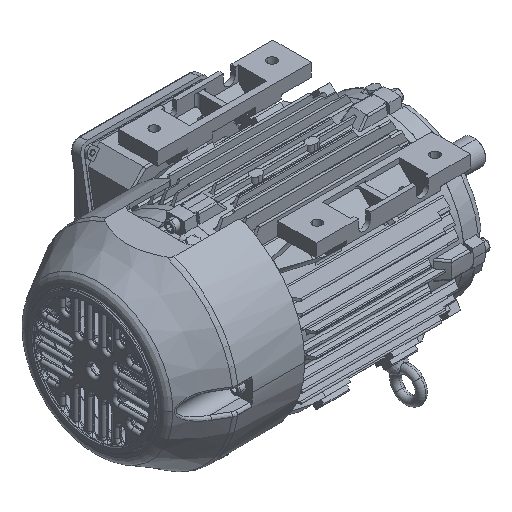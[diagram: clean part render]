
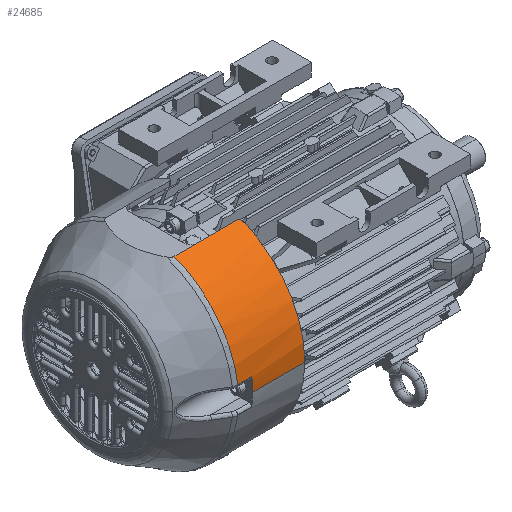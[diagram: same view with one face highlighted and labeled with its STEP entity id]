
A CAD part, isometric view. The second image highlights one B-rep face of the part: STEP entity #24685.
In plain terms, the highlighted cylindrical face has radius 115 mm (diameter 230 mm), a partial arc.
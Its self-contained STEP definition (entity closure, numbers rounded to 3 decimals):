
#24498 = ORIENTED_EDGE ( 'NONE', *, *, #24500, .T. ) ;
#24500 = EDGE_CURVE ( 'NONE', #74232, #24565, #57519, .T. ) ;
#24503 = ORIENTED_EDGE ( 'NONE', *, *, #24563, .T. ) ;
#24504 = ORIENTED_EDGE ( 'NONE', *, *, #24505, .F. ) ;
#24505 = EDGE_CURVE ( 'NONE', #24507, #24559, #57514, .T. ) ;
#24507 = VERTEX_POINT ( 'NONE', #57509 ) ;
#24508 = ORIENTED_EDGE ( 'NONE', *, *, #24510, .T. ) ;
#24510 = EDGE_CURVE ( 'NONE', #24507, #24512, #57507, .T. ) ;
#24512 = VERTEX_POINT ( 'NONE', #57508 ) ;
#24559 = VERTEX_POINT ( 'NONE', #57584 ) ;
#24563 = EDGE_CURVE ( 'NONE', #24565, #24559, #57583, .T. ) ;
#24565 = VERTEX_POINT ( 'NONE', #57579 ) ;
#24643 = ORIENTED_EDGE ( 'NONE', *, *, #24647, .F. ) ;
#24647 = EDGE_CURVE ( 'NONE', #24649, #24512, #57731, .T. ) ;
#24649 = VERTEX_POINT ( 'NONE', #57719 ) ;
#24651 = ORIENTED_EDGE ( 'NONE', *, *, #24654, .F. ) ;
#24654 = EDGE_CURVE ( 'NONE', #24657, #24649, #57718, .T. ) ;
#24657 = VERTEX_POINT ( 'NONE', #57714 ) ;
#24659 = ORIENTED_EDGE ( 'NONE', *, *, #24661, .T. ) ;
#24661 = EDGE_CURVE ( 'NONE', #24657, #74174, #57712, .T. ) ;
#24665 = ORIENTED_EDGE ( 'NONE', *, *, #74234, .T. ) ;
#24685 = ADVANCED_FACE ( 'NONE', ( #57753 ), #57752, .T. ) ;
#24686 = EDGE_LOOP ( 'NONE', ( #24498, #24503, #24504, #24508, #24643, #24651, #24659, #24665 ) ) ;
#40491 = CARTESIAN_POINT ( 'NONE',  ( 77.359, -15.402, 113.964 ) ) ;
#41110 = DIRECTION ( 'NONE',  ( -1., 0., 0. ) ) ;
#41111 = VECTOR ( 'NONE', #41110, 1000. ) ;
#41113 = CARTESIAN_POINT ( 'NONE',  ( 0., -15.402, 113.964 ) ) ;
#41115 = LINE ( 'NONE', #41113, #41111 ) ;
#41126 = CARTESIAN_POINT ( 'NONE',  ( 61., -15.402, 113.964 ) ) ;
#57505 = CARTESIAN_POINT ( 'NONE',  ( 0., -106.555, 43.256 ) ) ;
#57506 = CARTESIAN_POINT ( 'NONE',  ( 0., -106.452, 43.509 ) ) ;
#57507 = B_SPLINE_CURVE_WITH_KNOTS ( 'NONE', 3,
 ( #57506, #57505, #57565, #57564, #57563, #57562, #57561, #57560, #57559, #57558, #57557, #57556, #57555, #57554, #57553, #57552, #57551, #57550 ),
 .UNSPECIFIED., .F., .F.,
 ( 4, 2, 2, 2, 2, 2, 2, 2, 4 ),
 ( 0., 0.001, 0.002, 0.002, 0.003, 0.004, 0.005, 0.006, 0.006 ),
 .UNSPECIFIED. ) ;
#57508 = CARTESIAN_POINT ( 'NONE',  ( 4., -108., 39.509 ) ) ;
#57509 = CARTESIAN_POINT ( 'NONE',  ( 0., -106.452, 43.509 ) ) ;
#57510 = DIRECTION ( 'NONE',  ( 0., 0., 1. ) ) ;
#57511 = DIRECTION ( 'NONE',  ( -1., 0., 0. ) ) ;
#57512 = CARTESIAN_POINT ( 'NONE',  ( 0., 0., 0. ) ) ;
#57513 = AXIS2_PLACEMENT_3D ( 'NONE', #57512, #57511, #57510 ) ;
#57514 = CIRCLE ( 'NONE', #57513, 115. ) ;
#57515 = DIRECTION ( 'NONE',  ( 0., 0., 1. ) ) ;
#57516 = DIRECTION ( 'NONE',  ( -1., 0., 0. ) ) ;
#57517 = CARTESIAN_POINT ( 'NONE',  ( 61., 0., 0. ) ) ;
#57518 = AXIS2_PLACEMENT_3D ( 'NONE', #57517, #57516, #57515 ) ;
#57519 = CIRCLE ( 'NONE', #57518, 115. ) ;
#57550 = CARTESIAN_POINT ( 'NONE',  ( 4., -108., 39.509 ) ) ;
#57551 = CARTESIAN_POINT ( 'NONE',  ( 3.726, -108., 39.509 ) ) ;
#57552 = CARTESIAN_POINT ( 'NONE',  ( 3.451, -107.99, 39.538 ) ) ;
#57553 = CARTESIAN_POINT ( 'NONE',  ( 2.92, -107.949, 39.649 ) ) ;
#57554 = CARTESIAN_POINT ( 'NONE',  ( 2.664, -107.919, 39.73 ) ) ;
#57555 = CARTESIAN_POINT ( 'NONE',  ( 2.171, -107.841, 39.942 ) ) ;
#57556 = CARTESIAN_POINT ( 'NONE',  ( 1.933, -107.792, 40.074 ) ) ;
#57557 = CARTESIAN_POINT ( 'NONE',  ( 1.499, -107.679, 40.376 ) ) ;
#57558 = CARTESIAN_POINT ( 'NONE',  ( 1.3, -107.615, 40.547 ) ) ;
#57559 = CARTESIAN_POINT ( 'NONE',  ( 0.936, -107.472, 40.925 ) ) ;
#57560 = CARTESIAN_POINT ( 'NONE',  ( 0.773, -107.393, 41.132 ) ) ;
#57561 = CARTESIAN_POINT ( 'NONE',  ( 0.496, -107.226, 41.564 ) ) ;
#57562 = CARTESIAN_POINT ( 'NONE',  ( 0.379, -107.138, 41.791 ) ) ;
#57563 = CARTESIAN_POINT ( 'NONE',  ( 0.189, -106.951, 42.267 ) ) ;
#57564 = CARTESIAN_POINT ( 'NONE',  ( 0.118, -106.854, 42.512 ) ) ;
#57565 = CARTESIAN_POINT ( 'NONE',  ( 0.024, -106.656, 43.006 ) ) ;
#57579 = CARTESIAN_POINT ( 'NONE',  ( 61., 0., 115. ) ) ;
#57580 = DIRECTION ( 'NONE',  ( -1., 0., 0. ) ) ;
#57581 = VECTOR ( 'NONE', #57580, 1000. ) ;
#57582 = CARTESIAN_POINT ( 'NONE',  ( 0., 0., 115. ) ) ;
#57583 = LINE ( 'NONE', #57582, #57581 ) ;
#57584 = CARTESIAN_POINT ( 'NONE',  ( 0., 0., 115. ) ) ;
#57708 = DIRECTION ( 'NONE',  ( 0., 0., 1. ) ) ;
#57709 = DIRECTION ( 'NONE',  ( -1., 0., 0. ) ) ;
#57710 = CARTESIAN_POINT ( 'NONE',  ( 77.359, 0., 0. ) ) ;
#57711 = AXIS2_PLACEMENT_3D ( 'NONE', #57710, #57709, #57708 ) ;
#57712 = CIRCLE ( 'NONE', #57711, 115. ) ;
#57714 = CARTESIAN_POINT ( 'NONE',  ( 77.359, -108., 39.509 ) ) ;
#57715 = DIRECTION ( 'NONE',  ( -1., 0., 0. ) ) ;
#57716 = VECTOR ( 'NONE', #57715, 1000. ) ;
#57717 = CARTESIAN_POINT ( 'NONE',  ( 135., -108., 39.509 ) ) ;
#57718 = LINE ( 'NONE', #57717, #57716 ) ;
#57719 = CARTESIAN_POINT ( 'NONE',  ( 50., -108., 39.509 ) ) ;
#57720 = DIRECTION ( 'NONE',  ( -1., 0., 0. ) ) ;
#57721 = VECTOR ( 'NONE', #57720, 1000. ) ;
#57730 = CARTESIAN_POINT ( 'NONE',  ( 58., -108., 39.509 ) ) ;
#57731 = LINE ( 'NONE', #57730, #57721 ) ;
#57748 = DIRECTION ( 'NONE',  ( 0., 0., 1. ) ) ;
#57749 = DIRECTION ( 'NONE',  ( -1., 0., 0. ) ) ;
#57750 = CARTESIAN_POINT ( 'NONE',  ( 0., 0., 0. ) ) ;
#57751 = AXIS2_PLACEMENT_3D ( 'NONE', #57750, #57749, #57748 ) ;
#57752 = CYLINDRICAL_SURFACE ( 'NONE', #57751, 115. ) ;
#57753 = FACE_OUTER_BOUND ( 'NONE', #24686, .T. ) ;
#74174 = VERTEX_POINT ( 'NONE', #40491 ) ;
#74232 = VERTEX_POINT ( 'NONE', #41126 ) ;
#74234 = EDGE_CURVE ( 'NONE', #74174, #74232, #41115, .T. ) ;
